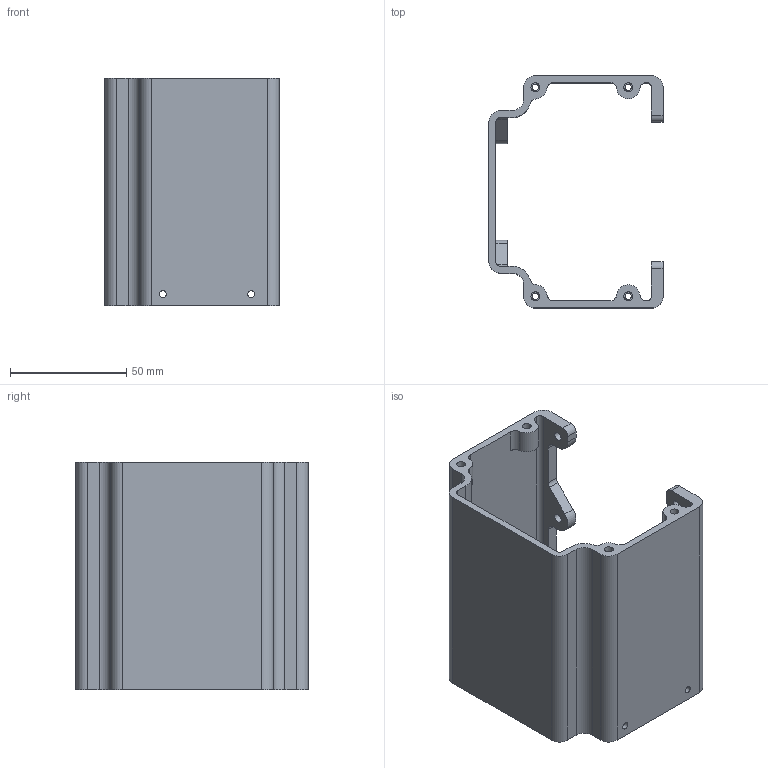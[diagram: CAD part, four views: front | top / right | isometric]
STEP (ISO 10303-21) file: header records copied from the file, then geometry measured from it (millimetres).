
FILE_DESCRIPTION(/* description */ (''),/* implementation_level */ '2;1');
FILE_NAME(/* name */ 'Body.stp',/* time_stamp */ '2025-06-25T20:25:48+07:00',/* author */ ('esmak'),/* organization */ (''),/* preprocessor_version */ 'ST-DEVELOPER v20',/* originating_system */ 'Autodesk Inventor 2025',/* authorisation */ '');
FILE_SCHEMA (('AUTOMOTIVE_DESIGN { 1 0 10303 214 3 1 1 }'));
Length unit declared in the file: millimetre
Products named in the file (1): Body
Bounding box: 75 x 100 x 98 mm (x, y, z)
Volume: 80918.8 mm3; surface area: 53116.1 mm2
Topology: 1 solids, 1 shells, 144 faces, 402 edges, 268 vertices
Faces by surface type: cylinder 84, plane 60
Full cylindrical faces by diameter (mm): 2.7 x4, 3 x4, 3.8 x14
Entity records: 4868 total; most frequent: CARTESIAN_POINT 879, DIRECTION 846, ORIENTED_EDGE 804, EDGE_CURVE 402, AXIS2_PLACEMENT_3D 307, VERTEX_POINT 268, LINE 232, VECTOR 232
